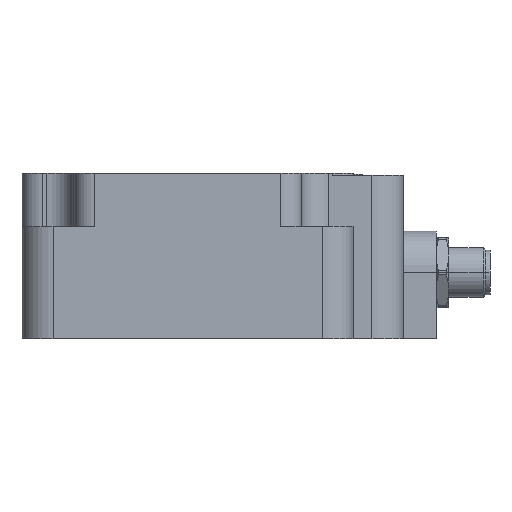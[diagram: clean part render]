
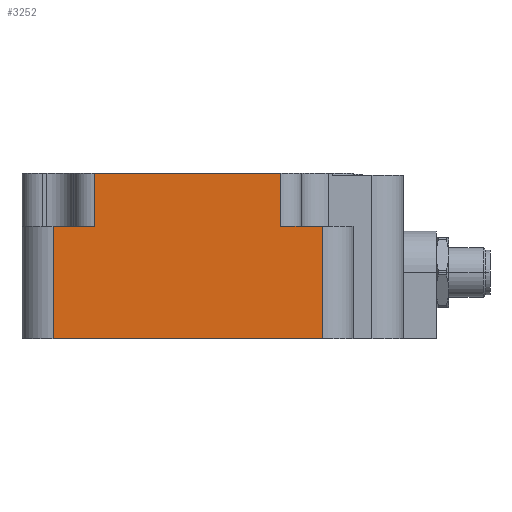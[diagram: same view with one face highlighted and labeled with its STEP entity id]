
A CAD part, left-side view. The second image highlights one B-rep face of the part: STEP entity #3252.
In plain terms, the highlighted planar face has unit normal (-1, 0, 0).
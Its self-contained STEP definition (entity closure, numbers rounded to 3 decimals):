
#2432=CARTESIAN_POINT('POINT542',(-40.,
   82.5,11.2));
#2433=VERTEX_POINT('VERTEX542',#2432);
#2441=CARTESIAN_POINT('POINT543',(-40.,
   82.5,24.));
#2442=VERTEX_POINT('VERTEX543',#2441);
#2443=CARTESIAN_POINT('POS822',(-40.,
   82.5,-16.));
#2444=DIRECTION('DIR1206',(0.,0.,1.));
#2445=VECTOR('VEC438',#2444,1.);
#2446=LINE('STRAIGHT438',#2443,#2445);
#2447=EDGE_CURVE('EDGE820',#2433,#2442,#2446,.T.);
#2502=CARTESIAN_POINT('POINT544',(-40.,
   37.5,24.));
#2503=VERTEX_POINT('VERTEX544',#2502);
#2504=CARTESIAN_POINT('POS828',(-40.,
   37.5,24.));
#2505=DIRECTION('DIR1214',(0.,1.,0.));
#2506=VECTOR('VEC442',#2505,1.);
#2507=LINE('STRAIGHT442',#2504,#2506);
#2508=EDGE_CURVE('EDGE825',#2503,#2442,#2507,.T.);
#2579=CARTESIAN_POINT('POINT551',(-40.,92.5,11.2));
#2580=VERTEX_POINT('VERTEX551',#2579);
#2588=CARTESIAN_POINT('POS837',(-40.,92.5,11.2));
#2589=DIRECTION('DIR1228',(0.,1.,0.));
#2590=VECTOR('VEC446',#2589,1.);
#2591=LINE('STRAIGHT446',#2588,#2590);
#2592=EDGE_CURVE('EDGE834',#2433,#2580,#2591,.T.);
#2748=CARTESIAN_POINT('POINT564',(-40.,37.5,
   11.2));
#2749=VERTEX_POINT('VERTEX564',#2748);
#2759=CARTESIAN_POINT('POS854',(-40.,
   37.5,-16.));
#2760=DIRECTION('DIR1254',(0.,0.,1.));
#2761=VECTOR('VEC454',#2760,1.);
#2762=LINE('STRAIGHT454',#2759,#2761);
#2763=EDGE_CURVE('EDGE852',#2749,#2503,#2762,.T.);
#2775=CARTESIAN_POINT('POINT566',(-40.,27.5,11.2));
#2776=VERTEX_POINT('VERTEX566',#2775);
#2784=CARTESIAN_POINT('POINT567',(-40.,27.5,-16.));
#2785=VERTEX_POINT('VERTEX567',#2784);
#2786=CARTESIAN_POINT('POS857',(-40.,27.5,-16.));
#2787=DIRECTION('DIR1259',(0.,0.,1.));
#2788=VECTOR('VEC455',#2787,1.);
#2789=LINE('STRAIGHT455',#2786,#2788);
#2790=EDGE_CURVE('EDGE854',#2785,#2776,#2789,.T.);
#3208=CARTESIAN_POINT('POINT585',(-40.,92.5,-16.));
#3209=VERTEX_POINT('VERTEX585',#3208);
#3217=CARTESIAN_POINT('POS904',(-40.,92.5,-16.));
#3218=DIRECTION('DIR1326',(0.,0.,1.));
#3219=VECTOR('VEC482',#3218,1.);
#3220=LINE('STRAIGHT482',#3217,#3219);
#3221=EDGE_CURVE('EDGE890',#3209,#2580,#3220,.T.);
#3231=ORIENTED_EDGE('COEDGE1746',*,*,#2592,.T.);
#3232=ORIENTED_EDGE('COEDGE1747',*,*,#3221,.F.);
#3233=CARTESIAN_POINT('POS906',(-40.,92.5,-16.));
#3234=DIRECTION('DIR1329',(0.,-1.,0.));
#3235=VECTOR('VEC483',#3234,1.);
#3236=LINE('STRAIGHT483',#3233,#3235);
#3237=EDGE_CURVE('EDGE891',#3209,#2785,#3236,.T.);
#3238=ORIENTED_EDGE('COEDGE1748',*,*,#3237,.T.);
#3239=ORIENTED_EDGE('COEDGE1749',*,*,#2790,.T.);
#3240=EDGE_CURVE('EDGE892',#2776,#2749,#2591,.T.);
#3241=ORIENTED_EDGE('COEDGE1750',*,*,#3240,.T.);
#3242=ORIENTED_EDGE('COEDGE1751',*,*,#2763,.T.);
#3243=ORIENTED_EDGE('COEDGE1752',*,*,#2508,.T.);
#3244=ORIENTED_EDGE('COEDGE1753',*,*,#2447,.F.);
#3245=EDGE_LOOP('NONE',(#3231,#3232,#3238,#3239,#3241,#3242,#3243,#3244)
   );
#3246=FACE_BOUND('LOOP1',#3245,.T.);
#3247=CARTESIAN_POINT('POS907',(-40.,27.5,-16.));
#3248=DIRECTION('DIR1330',(-1.,0.,0.));
#3249=DIRECTION('DIR1331',(0.,1.,0.));
#3250=AXIS2_PLACEMENT_3D('AXIS424',#3247,#3248,#3249);
#3251=PLANE('PLANE146',#3250);
#3252=ADVANCED_FACE('FACE330',(#3246),#3251,.T.);
